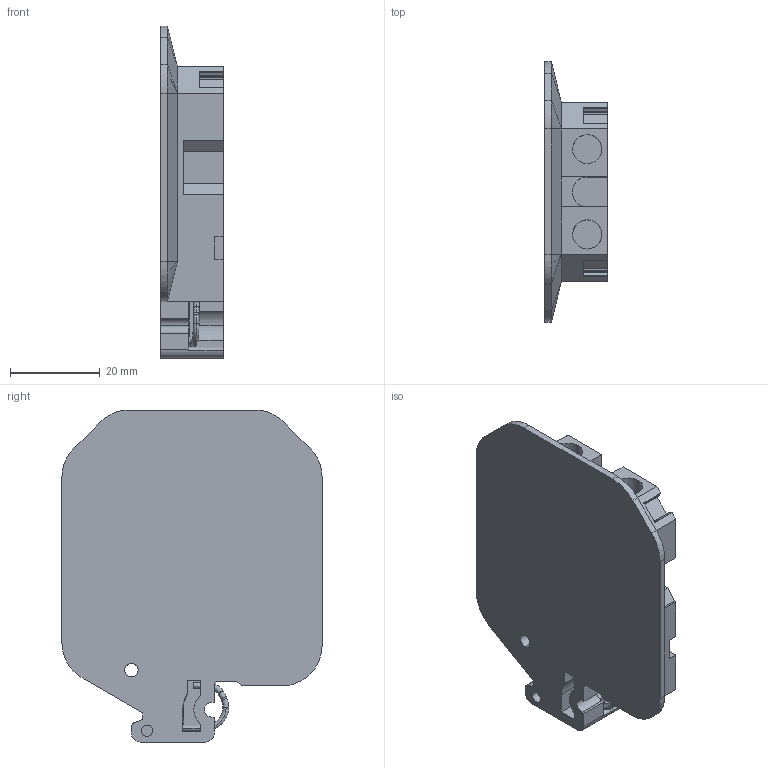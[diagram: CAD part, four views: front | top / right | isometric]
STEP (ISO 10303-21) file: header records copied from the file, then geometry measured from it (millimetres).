
FILE_DESCRIPTION(('CATIA V5R24 STEP','CAx-IF Rec.Pracs.--- Model Styling and Organization---1.2---2011-12-15'),'2;1');
FILE_NAME('0126620000.stp','2017-04-05T10:52:52+00:00',('Weidmueller Interface'),('WI'),'CATIA Version 5-6 Release 2014 SP4 HF52','CATIA V5 STEP AP214','none');
FILE_SCHEMA(('AUTOMOTIVE_DESIGN { 1 0 10303 214 1 1 1 1 }'));
Length unit declared in the file: millimetre
Products named in the file (1): 0126600000
Bounding box: 14 x 58 x 74 mm (x, y, z)
Volume: 31461.5 mm3; surface area: 11815.1 mm2
Topology: 1 solids, 1 shells, 195 faces, 552 edges, 349 vertices
Faces by surface type: plane 117, cylinder 52, bspline 20, cone 6
Entity records: 7062 total; most frequent: CARTESIAN_POINT 2395, ORIENTED_EDGE 1084, DIRECTION 769, EDGE_CURVE 542, VECTOR 366, LINE 366, VERTEX_POINT 349, AXIS2_PLACEMENT_3D 229
